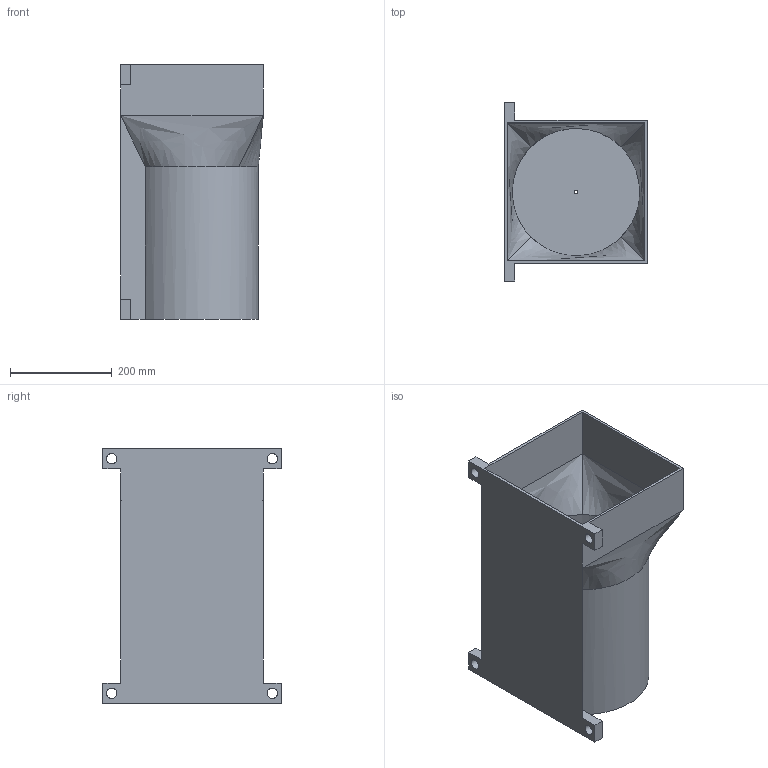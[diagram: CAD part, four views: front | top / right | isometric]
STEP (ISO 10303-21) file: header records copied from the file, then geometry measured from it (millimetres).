
FILE_DESCRIPTION(/* description */ ('STEP AP242','CAx-IF Rec.Pracs.---Representation and Presentation of Product Manufacturing Information (PMI)---4.0---2014-10-13','CAx-IF Rec.Pracs.---3D Tessellated Geometry---0.4---2014-09-14','2;1'),/* implementation_level */ '2;1');
FILE_NAME(/* name */ '6248b91a42d78e7bac9ba95b',/* time_stamp */ '2022-04-02T20:59:07+00:00',/* author */ (''),/* organization */ (''),/* preprocessor_version */ 'ST-DEVELOPER v18.101',/* originating_system */ ' ',/* authorisation */ ' ');
FILE_SCHEMA (('AP242_MANAGED_MODEL_BASED_3D_ENGINEERING_MIM_LF { 1 0 10303 442 1 1 4 }'));
Length unit declared in the file: metre
Products named in the file (1): Part 1
Bounding box: 280 x 350 x 500 mm (x, y, z)
Volume: 5036987.5 mm3; surface area: 1096564.8 mm2
Topology: 1 solids, 1 shells, 39 faces, 100 edges, 64 vertices
Faces by surface type: plane 25, cylinder 7, bspline 7
Full cylindrical faces by diameter (mm): 7 x1, 20 x4, 250 x1
Entity records: 1433 total; most frequent: CARTESIAN_POINT 531, ORIENTED_EDGE 186, DIRECTION 148, EDGE_CURVE 93, VERTEX_POINT 63, LINE 58, VECTOR 58, EDGE_LOOP 56
